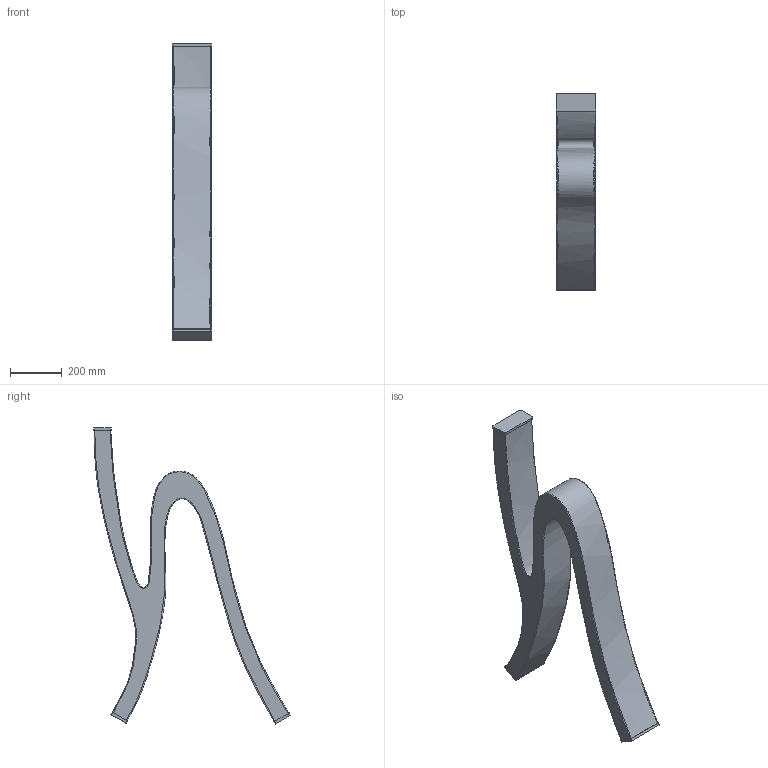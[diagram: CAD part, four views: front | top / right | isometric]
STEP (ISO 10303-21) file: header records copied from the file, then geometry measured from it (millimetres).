
FILE_DESCRIPTION(/* description */ ('This is a sample STEP configuration'),/* implementation_level */ '2;1');
FILE_NAME(/* name */ '660-5xxxx _Simple.ipt_Rev_01.2.stp',/* time_stamp */ '2021-02-06T14:32:06+01:00',/* author */ ('powerJobs'),/* organization */ ('coolOrange'),/* preprocessor_version */ 'ST-DEVELOPER v18.1',/* originating_system */ 'Autodesk Inventor 2020',/* authorisation */ '');
FILE_SCHEMA (('AUTOMOTIVE_DESIGN { 1 0 10303 214 3 1 1 }'));
Products named in the file (1): ENG000017840
Bounding box: 155 x 764.32 x 1149.44 mm (x, y, z)
Volume: 5527901 mm3; surface area: 2882025.3 mm2
Topology: 5 solids, 6 shells, 235 faces, 514 edges, 304 vertices
Faces by surface type: cylinder 62, plane 57, bspline 57, sphere 34, torus 22, cone 3
Full cylindrical faces by diameter (mm): 4.15 x3
Entity records: 71842 total; most frequent: CARTESIAN_POINT 66710, DIRECTION 1091, ORIENTED_EDGE 1028, EDGE_CURVE 514, AXIS2_PLACEMENT_3D 457, VERTEX_POINT 304, CIRCLE 273, EDGE_LOOP 248
